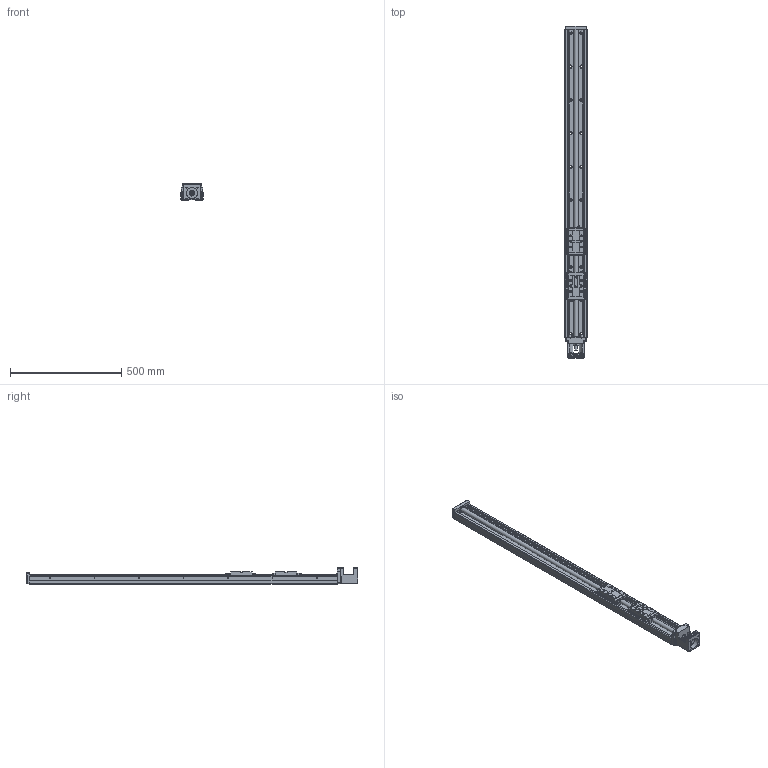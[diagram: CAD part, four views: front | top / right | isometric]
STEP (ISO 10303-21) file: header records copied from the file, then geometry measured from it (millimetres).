
FILE_DESCRIPTION(/* description */ (''),/* implementation_level */ '2;1');
FILE_NAME(/* name */ 'KM55B+1380N0_0050_stp.stp',/* time_stamp */ '2010-01-21T11:21:54+08:00',/* author */ (''),/* organization */ (''),/* preprocessor_version */ 'ST-DEVELOPER v11',/* originating_system */ 'UGS - NX 5.0',/* authorisation */ '');
FILE_SCHEMA (('CONFIG_CONTROL_DESIGN'));
Length unit declared in the file: millimetre
Products named in the file (1): shinE906kqht
Bounding box: 100 x 1490.9 x 72 mm (x, y, z)
Volume: 3910840.1 mm3; surface area: 692256 mm2
Topology: 4 solids, 8 shells, 1565 faces, 3976 edges, 2556 vertices
Faces by surface type: plane 1054, cylinder 292, cone 149, torus 24, extrusion 24, sphere 18, bspline 4
Full cylindrical faces by diameter (mm): 1.6 x14, 2.5 x2, 3 x4, 4 x1, 4.2 x4, 5.2 x4, 5.5 x2, 6 x2, 6.4 x4, 6.8 x8, 7.2 x4, 9 x24, 9.5 x12, 10 x12, 10.5 x20, 11 x8, 12 x2, 15 x23, 20 x2, 21 x5, 21.3 x2, 26 x1, 32 x2, 50 x1
Entity records: 45583 total; most frequent: CARTESIAN_POINT 9039, DIRECTION 7355, ORIENTED_EDGE 7162, EDGE_CURVE 3581, VECTOR 2657, LINE 2633, VERTEX_POINT 2467, AXIS2_PLACEMENT_3D 2349
